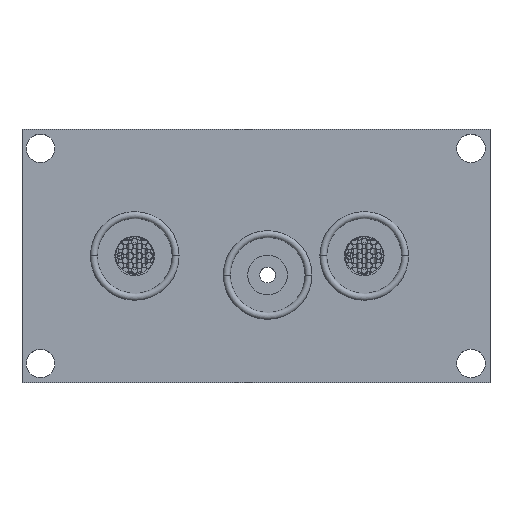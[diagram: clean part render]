
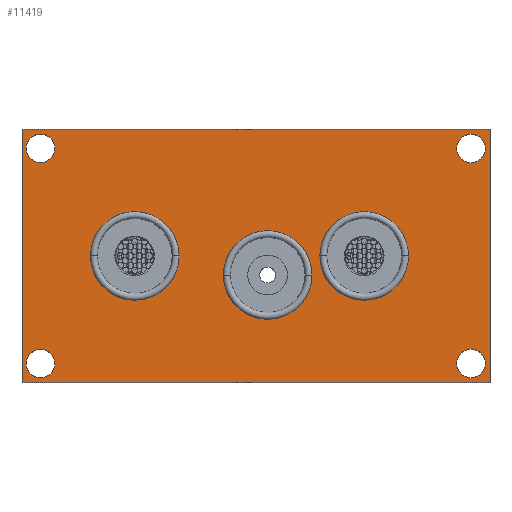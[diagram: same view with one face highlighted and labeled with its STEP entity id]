
A CAD part, top view. The second image highlights one B-rep face of the part: STEP entity #11419.
In plain terms, the highlighted planar face has unit normal (0, 0, 1).
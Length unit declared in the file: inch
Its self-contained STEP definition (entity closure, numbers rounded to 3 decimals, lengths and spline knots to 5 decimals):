
#218=DIRECTION('',(1.,0.,0.));
#219=VECTOR('',#218,4.62);
#220=CARTESIAN_POINT('',(0.,0.,0.45));
#221=LINE('',#220,#219);
#222=DIRECTION('',(0.,-1.,0.));
#223=VECTOR('',#222,2.5);
#224=CARTESIAN_POINT('',(0.,2.5,0.45));
#225=LINE('',#224,#223);
#226=DIRECTION('',(-1.,0.,0.));
#227=VECTOR('',#226,4.62);
#228=CARTESIAN_POINT('',(4.62,2.5,0.45));
#229=LINE('',#228,#227);
#230=DIRECTION('',(0.,1.,0.));
#231=VECTOR('',#230,2.5);
#232=CARTESIAN_POINT('',(4.62,0.,0.45));
#233=LINE('',#232,#231);
#234=CARTESIAN_POINT('',(4.4325,2.3125,0.45));
#235=DIRECTION('',(0.,0.,1.));
#236=DIRECTION('',(1.,0.,0.));
#237=AXIS2_PLACEMENT_3D('',#234,#235,#236);
#239=CARTESIAN_POINT('',(4.4325,2.3125,0.45));
#240=DIRECTION('',(0.,0.,1.));
#241=DIRECTION('',(-1.,0.,0.));
#242=AXIS2_PLACEMENT_3D('',#239,#240,#241);
#244=CARTESIAN_POINT('',(4.4325,0.1875,0.45));
#245=DIRECTION('',(0.,0.,1.));
#246=DIRECTION('',(1.,0.,0.));
#247=AXIS2_PLACEMENT_3D('',#244,#245,#246);
#249=CARTESIAN_POINT('',(4.4325,0.1875,0.45));
#250=DIRECTION('',(0.,0.,1.));
#251=DIRECTION('',(-1.,0.,0.));
#252=AXIS2_PLACEMENT_3D('',#249,#250,#251);
#254=CARTESIAN_POINT('',(0.1825,2.3125,0.45));
#255=DIRECTION('',(0.,0.,1.));
#256=DIRECTION('',(1.,0.,0.));
#257=AXIS2_PLACEMENT_3D('',#254,#255,#256);
#259=CARTESIAN_POINT('',(0.1825,2.3125,0.45));
#260=DIRECTION('',(0.,0.,1.));
#261=DIRECTION('',(-1.,0.,0.));
#262=AXIS2_PLACEMENT_3D('',#259,#260,#261);
#264=CARTESIAN_POINT('',(0.1825,0.1875,0.45));
#265=DIRECTION('',(0.,0.,1.));
#266=DIRECTION('',(1.,0.,0.));
#267=AXIS2_PLACEMENT_3D('',#264,#265,#266);
#269=CARTESIAN_POINT('',(0.1825,0.1875,0.45));
#270=DIRECTION('',(0.,0.,1.));
#271=DIRECTION('',(-1.,0.,0.));
#272=AXIS2_PLACEMENT_3D('',#269,#270,#271);
#274=CARTESIAN_POINT('',(1.113,1.25,0.45));
#275=DIRECTION('',(0.,0.,1.));
#276=DIRECTION('',(1.,0.,0.));
#277=AXIS2_PLACEMENT_3D('',#274,#275,#276);
#279=CARTESIAN_POINT('',(1.113,1.25,0.45));
#280=DIRECTION('',(0.,0.,1.));
#281=DIRECTION('',(-1.,0.,0.));
#282=AXIS2_PLACEMENT_3D('',#279,#280,#281);
#284=CARTESIAN_POINT('',(3.378,1.25,0.45));
#285=DIRECTION('',(0.,0.,1.));
#286=DIRECTION('',(1.,0.,0.));
#287=AXIS2_PLACEMENT_3D('',#284,#285,#286);
#289=CARTESIAN_POINT('',(3.378,1.25,0.45));
#290=DIRECTION('',(0.,0.,1.));
#291=DIRECTION('',(-1.,0.,0.));
#292=AXIS2_PLACEMENT_3D('',#289,#290,#291);
#294=CARTESIAN_POINT('',(2.425,1.062,0.45));
#295=DIRECTION('',(0.,0.,1.));
#296=DIRECTION('',(1.,0.,0.));
#297=AXIS2_PLACEMENT_3D('',#294,#295,#296);
#299=CARTESIAN_POINT('',(2.425,1.062,0.45));
#300=DIRECTION('',(0.,0.,1.));
#301=DIRECTION('',(-1.,0.,0.));
#302=AXIS2_PLACEMENT_3D('',#299,#300,#301);
#9178=CARTESIAN_POINT('',(0.,0.,0.45));
#9179=CARTESIAN_POINT('',(4.62,0.,0.45));
#9180=VERTEX_POINT('',#9178);
#9181=VERTEX_POINT('',#9179);
#9182=CARTESIAN_POINT('',(4.62,2.5,0.45));
#9183=VERTEX_POINT('',#9182);
#9184=CARTESIAN_POINT('',(0.,2.5,0.45));
#9185=VERTEX_POINT('',#9184);
#9202=CARTESIAN_POINT('',(4.573,2.3125,0.45));
#9203=CARTESIAN_POINT('',(4.292,2.3125,0.45));
#9204=VERTEX_POINT('',#9202);
#9205=VERTEX_POINT('',#9203);
#9206=CARTESIAN_POINT('',(4.573,0.1875,0.45));
#9207=CARTESIAN_POINT('',(4.292,0.1875,0.45));
#9208=VERTEX_POINT('',#9206);
#9209=VERTEX_POINT('',#9207);
#9218=CARTESIAN_POINT('',(1.5505,1.25,0.45));
#9219=CARTESIAN_POINT('',(0.6755,1.25,0.45));
#9220=VERTEX_POINT('',#9218);
#9221=VERTEX_POINT('',#9219);
#9222=CARTESIAN_POINT('',(3.8155,1.25,0.45));
#9223=CARTESIAN_POINT('',(2.9405,1.25,0.45));
#9224=VERTEX_POINT('',#9222);
#9225=VERTEX_POINT('',#9223);
#9282=CARTESIAN_POINT('',(0.323,2.3125,0.45));
#9283=CARTESIAN_POINT('',(0.042,2.3125,0.45));
#9284=VERTEX_POINT('',#9282);
#9285=VERTEX_POINT('',#9283);
#9286=CARTESIAN_POINT('',(0.323,0.1875,0.45));
#9287=CARTESIAN_POINT('',(0.042,0.1875,0.45));
#9288=VERTEX_POINT('',#9286);
#9289=VERTEX_POINT('',#9287);
#9298=CARTESIAN_POINT('',(2.8625,1.062,0.45));
#9299=CARTESIAN_POINT('',(1.9875,1.062,0.45));
#9300=VERTEX_POINT('',#9298);
#9301=VERTEX_POINT('',#9299);
#11366=CARTESIAN_POINT('',(0.,0.,0.45));
#11367=DIRECTION('',(0.,0.,1.));
#11368=DIRECTION('',(1.,0.,0.));
#11369=AXIS2_PLACEMENT_3D('',#11366,#11367,#11368);
#11370=PLANE('',#11369);
#11371=ORIENTED_EDGE('',*,*,#11318,.F.);
#11372=ORIENTED_EDGE('',*,*,#11333,.F.);
#11373=ORIENTED_EDGE('',*,*,#11347,.F.);
#11374=ORIENTED_EDGE('',*,*,#11360,.F.);
#11375=EDGE_LOOP('',(#11371,#11372,#11373,#11374));
#11376=FACE_OUTER_BOUND('',#11375,.F.);
#11378=ORIENTED_EDGE('',*,*,#11377,.T.);
#11380=ORIENTED_EDGE('',*,*,#11379,.T.);
#11381=EDGE_LOOP('',(#11378,#11380));
#11382=FACE_BOUND('',#11381,.F.);
#11384=ORIENTED_EDGE('',*,*,#11383,.T.);
#11386=ORIENTED_EDGE('',*,*,#11385,.T.);
#11387=EDGE_LOOP('',(#11384,#11386));
#11388=FACE_BOUND('',#11387,.F.);
#11390=ORIENTED_EDGE('',*,*,#11389,.T.);
#11392=ORIENTED_EDGE('',*,*,#11391,.T.);
#11393=EDGE_LOOP('',(#11390,#11392));
#11394=FACE_BOUND('',#11393,.F.);
#11396=ORIENTED_EDGE('',*,*,#11395,.T.);
#11398=ORIENTED_EDGE('',*,*,#11397,.T.);
#11399=EDGE_LOOP('',(#11396,#11398));
#11400=FACE_BOUND('',#11399,.F.);
#11402=ORIENTED_EDGE('',*,*,#11401,.T.);
#11404=ORIENTED_EDGE('',*,*,#11403,.T.);
#11405=EDGE_LOOP('',(#11402,#11404));
#11406=FACE_BOUND('',#11405,.F.);
#11408=ORIENTED_EDGE('',*,*,#11407,.T.);
#11410=ORIENTED_EDGE('',*,*,#11409,.T.);
#11411=EDGE_LOOP('',(#11408,#11410));
#11412=FACE_BOUND('',#11411,.F.);
#11414=ORIENTED_EDGE('',*,*,#11413,.T.);
#11416=ORIENTED_EDGE('',*,*,#11415,.T.);
#11417=EDGE_LOOP('',(#11414,#11416));
#11418=FACE_BOUND('',#11417,.F.);
#238=CIRCLE('',#237,0.1405);
#243=CIRCLE('',#242,0.1405);
#248=CIRCLE('',#247,0.1405);
#253=CIRCLE('',#252,0.1405);
#258=CIRCLE('',#257,0.1405);
#263=CIRCLE('',#262,0.1405);
#268=CIRCLE('',#267,0.1405);
#273=CIRCLE('',#272,0.1405);
#278=CIRCLE('',#277,0.4375);
#283=CIRCLE('',#282,0.4375);
#288=CIRCLE('',#287,0.4375);
#293=CIRCLE('',#292,0.4375);
#298=CIRCLE('',#297,0.4375);
#303=CIRCLE('',#302,0.4375);
#11318=EDGE_CURVE('',#9180,#9181,#221,.T.);
#11333=EDGE_CURVE('',#9185,#9180,#225,.T.);
#11347=EDGE_CURVE('',#9183,#9185,#229,.T.);
#11360=EDGE_CURVE('',#9181,#9183,#233,.T.);
#11377=EDGE_CURVE('',#9204,#9205,#238,.T.);
#11379=EDGE_CURVE('',#9205,#9204,#243,.T.);
#11383=EDGE_CURVE('',#9208,#9209,#248,.T.);
#11385=EDGE_CURVE('',#9209,#9208,#253,.T.);
#11389=EDGE_CURVE('',#9284,#9285,#258,.T.);
#11391=EDGE_CURVE('',#9285,#9284,#263,.T.);
#11395=EDGE_CURVE('',#9288,#9289,#268,.T.);
#11397=EDGE_CURVE('',#9289,#9288,#273,.T.);
#11401=EDGE_CURVE('',#9220,#9221,#278,.T.);
#11403=EDGE_CURVE('',#9221,#9220,#283,.T.);
#11407=EDGE_CURVE('',#9224,#9225,#288,.T.);
#11409=EDGE_CURVE('',#9225,#9224,#293,.T.);
#11413=EDGE_CURVE('',#9300,#9301,#298,.T.);
#11415=EDGE_CURVE('',#9301,#9300,#303,.T.);
#11419=ADVANCED_FACE('',(#11376,#11382,#11388,#11394,#11400,#11406,#11412,
#11418),#11370,.T.);
